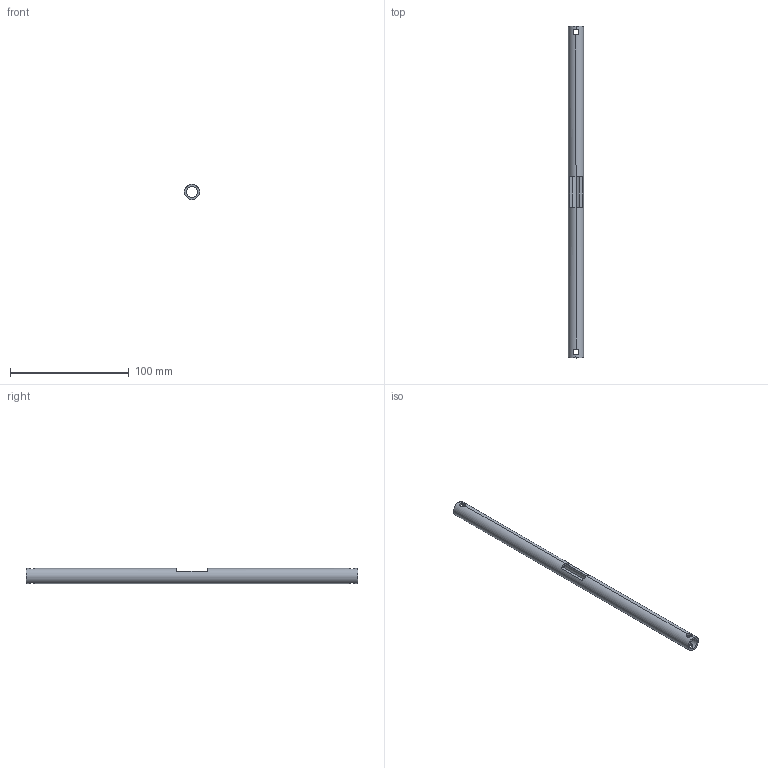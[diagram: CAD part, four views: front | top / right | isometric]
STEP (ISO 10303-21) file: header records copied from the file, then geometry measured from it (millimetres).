
FILE_DESCRIPTION (( 'STEP AP203' ), '1' );
FILE_NAME ('BodyBar_Default_sldprt.STEP', '2019-03-21T01:49:18', ( '' ), ( '' ), 'SwSTEP 2.0', 'SolidWorks 2018', '' );
FILE_SCHEMA (( 'CONFIG_CONTROL_DESIGN' ));
Length unit declared in the file: inch
Products named in the file (1): BodyBar_Default_sldprt
Bounding box: 12.7 x 279.4 x 12.7 mm (x, y, z)
Volume: 16511.3 mm3; surface area: 18978.7 mm2
Topology: 1 solids, 1 shells, 18 faces, 78 edges, 52 vertices
Faces by surface type: cylinder 12, plane 6
Entity records: 1341 total; most frequent: CARTESIAN_POINT 653, ORIENTED_EDGE 156, DIRECTION 100, EDGE_CURVE 78, VERTEX_POINT 52, AXIS2_PLACEMENT_3D 35, B_SPLINE_CURVE_WITH_KNOTS 32, VECTOR 30
